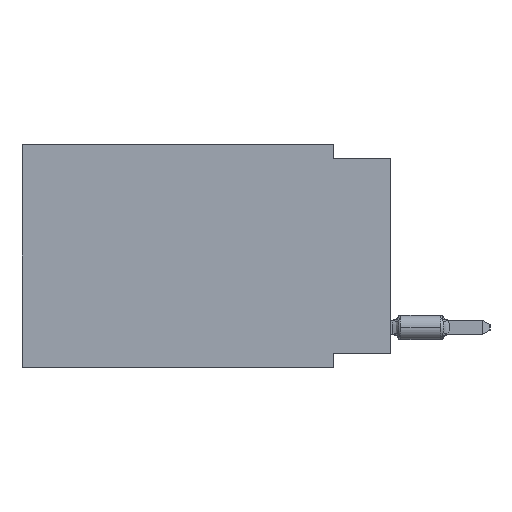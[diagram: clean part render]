
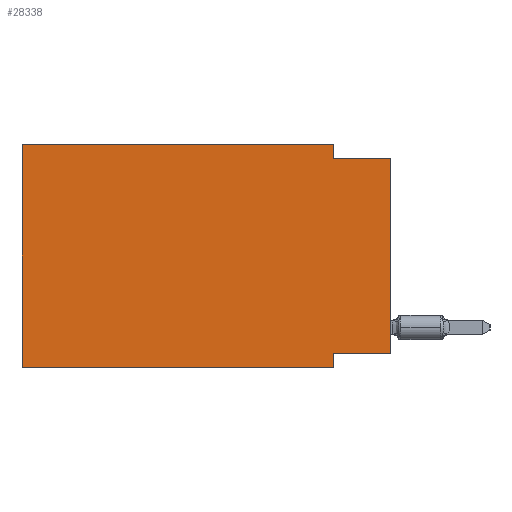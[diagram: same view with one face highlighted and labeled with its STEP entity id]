
A CAD part, left-side view. The second image highlights one B-rep face of the part: STEP entity #28338.
In plain terms, the highlighted planar face has unit normal (-1, 0, 0).
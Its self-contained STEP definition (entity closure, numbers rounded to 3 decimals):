
#87 = LINE ( 'NONE', #11776, #4826 ) ;
#719 = CARTESIAN_POINT ( 'NONE',  ( 0., 0., -0.635 ) ) ;
#940 = EDGE_CURVE ( 'NONE', #8040, #19671, #28640, .T. ) ;
#1124 = ORIENTED_EDGE ( 'NONE', *, *, #6813, .F. ) ;
#1249 = DIRECTION ( 'NONE',  ( 0., -1., 0. ) ) ;
#2343 = LINE ( 'NONE', #13487, #32085 ) ;
#2571 = CARTESIAN_POINT ( 'NONE',  ( 0., 16.383, 0. ) ) ;
#2814 = DIRECTION ( 'NONE',  ( 0., 0., 1. ) ) ;
#2830 = DIRECTION ( 'NONE',  ( 0., 0., -1. ) ) ;
#3066 = VERTEX_POINT ( 'NONE', #15043 ) ;
#3281 = LINE ( 'NONE', #3453, #21309 ) ;
#3453 = CARTESIAN_POINT ( 'NONE',  ( 0., 2.54, 0. ) ) ;
#3581 = ORIENTED_EDGE ( 'NONE', *, *, #13764, .F. ) ;
#4368 = VECTOR ( 'NONE', #27783, 1000. ) ;
#4769 = ORIENTED_EDGE ( 'NONE', *, *, #31537, .T. ) ;
#4826 = VECTOR ( 'NONE', #11962, 1000. ) ;
#5110 = EDGE_CURVE ( 'NONE', #5401, #24853, #9105, .T. ) ;
#5301 = VECTOR ( 'NONE', #17325, 1000. ) ;
#5344 = CARTESIAN_POINT ( 'NONE',  ( 0., 0., 0. ) ) ;
#5401 = VERTEX_POINT ( 'NONE', #22037 ) ;
#5724 = PLANE ( 'NONE',  #9934 ) ;
#6813 = EDGE_CURVE ( 'NONE', #24853, #8040, #3281, .T. ) ;
#7733 = CARTESIAN_POINT ( 'NONE',  ( 0., 16.383, -9.906 ) ) ;
#8040 = VERTEX_POINT ( 'NONE', #35910 ) ;
#8237 = LINE ( 'NONE', #33436, #4368 ) ;
#9032 = CARTESIAN_POINT ( 'NONE',  ( 0., 16.383, 0. ) ) ;
#9105 = LINE ( 'NONE', #31374, #35757 ) ;
#9934 = AXIS2_PLACEMENT_3D ( 'NONE', #9032, #27834, #2830 ) ;
#10006 = CARTESIAN_POINT ( 'NONE',  ( 0., 2.54, 0. ) ) ;
#10014 = VECTOR ( 'NONE', #16428, 1000. ) ;
#10285 = ORIENTED_EDGE ( 'NONE', *, *, #30157, .F. ) ;
#11047 = VERTEX_POINT ( 'NONE', #21705 ) ;
#11140 = EDGE_CURVE ( 'NONE', #34887, #3066, #2343, .T. ) ;
#11776 = CARTESIAN_POINT ( 'NONE',  ( 0., 16.383, -9.906 ) ) ;
#11962 = DIRECTION ( 'NONE',  ( 0., -1., 0. ) ) ;
#13487 = CARTESIAN_POINT ( 'NONE',  ( 0., 2.54, -9.906 ) ) ;
#13764 = EDGE_CURVE ( 'NONE', #11047, #34887, #8237, .T. ) ;
#14404 = DIRECTION ( 'NONE',  ( 0., 0., -1. ) ) ;
#15043 = CARTESIAN_POINT ( 'NONE',  ( 0., 2.54, -9.906 ) ) ;
#16428 = DIRECTION ( 'NONE',  ( 0., 0., 1. ) ) ;
#16510 = EDGE_CURVE ( 'NONE', #11047, #19671, #19603, .T. ) ;
#17325 = DIRECTION ( 'NONE',  ( 0., -1., 0. ) ) ;
#17966 = VERTEX_POINT ( 'NONE', #7733 ) ;
#18019 = ORIENTED_EDGE ( 'NONE', *, *, #16510, .T. ) ;
#19603 = LINE ( 'NONE', #5344, #32832 ) ;
#19671 = VERTEX_POINT ( 'NONE', #33841 ) ;
#20156 = DIRECTION ( 'NONE',  ( 0., 0., -1. ) ) ;
#20509 = ORIENTED_EDGE ( 'NONE', *, *, #5110, .F. ) ;
#21309 = VECTOR ( 'NONE', #14404, 1000. ) ;
#21705 = CARTESIAN_POINT ( 'NONE',  ( 0., 0., -9.271 ) ) ;
#21928 = LINE ( 'NONE', #2571, #10014 ) ;
#22037 = CARTESIAN_POINT ( 'NONE',  ( 0., 16.383, 0. ) ) ;
#24853 = VERTEX_POINT ( 'NONE', #10006 ) ;
#27783 = DIRECTION ( 'NONE',  ( 0., 1., 0. ) ) ;
#27834 = DIRECTION ( 'NONE',  ( 1., 0., 0. ) ) ;
#28338 = ADVANCED_FACE ( 'NONE', ( #30740 ), #5724, .F. ) ;
#28640 = LINE ( 'NONE', #719, #5301 ) ;
#30157 = EDGE_CURVE ( 'NONE', #17966, #5401, #21928, .T. ) ;
#30740 = FACE_OUTER_BOUND ( 'NONE', #34354, .T. ) ;
#31374 = CARTESIAN_POINT ( 'NONE',  ( 0., 16.383, 0. ) ) ;
#31537 = EDGE_CURVE ( 'NONE', #17966, #3066, #87, .T. ) ;
#32085 = VECTOR ( 'NONE', #20156, 1000. ) ;
#32170 = ORIENTED_EDGE ( 'NONE', *, *, #11140, .F. ) ;
#32175 = CARTESIAN_POINT ( 'NONE',  ( 0., 2.54, -9.271 ) ) ;
#32832 = VECTOR ( 'NONE', #2814, 1000. ) ;
#33436 = CARTESIAN_POINT ( 'NONE',  ( 0., 0., -9.271 ) ) ;
#33841 = CARTESIAN_POINT ( 'NONE',  ( 0., 0., -0.635 ) ) ;
#34354 = EDGE_LOOP ( 'NONE', ( #18019, #34750, #1124, #20509, #10285, #4769, #32170, #3581 ) ) ;
#34750 = ORIENTED_EDGE ( 'NONE', *, *, #940, .F. ) ;
#34887 = VERTEX_POINT ( 'NONE', #32175 ) ;
#35757 = VECTOR ( 'NONE', #1249, 1000. ) ;
#35910 = CARTESIAN_POINT ( 'NONE',  ( 0., 2.54, -0.635 ) ) ;
